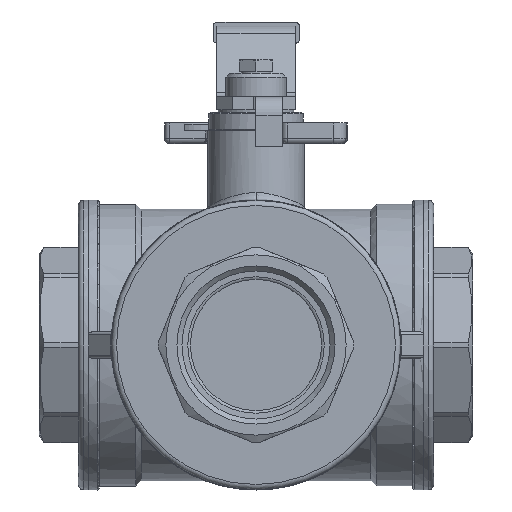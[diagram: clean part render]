
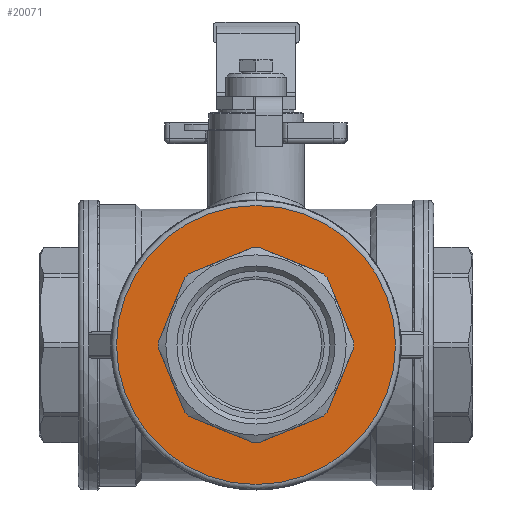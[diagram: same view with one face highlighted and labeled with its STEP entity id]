
A CAD part, front view. The second image highlights one B-rep face of the part: STEP entity #20071.
In plain terms, the highlighted planar face has unit normal (0, -1, 0).
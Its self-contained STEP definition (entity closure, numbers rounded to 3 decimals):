
#18072=CARTESIAN_POINT('',(-27.184,-68.,-25.832));
#18073=VERTEX_POINT('',#18072);
#18080=CARTESIAN_POINT('',(-25.832,-68.,-27.184));
#18081=VERTEX_POINT('',#18080);
#18082=CARTESIAN_POINT('',(0.,-68.,0.));
#18083=DIRECTION('',(0.,-1.,0.));
#18084=DIRECTION('',(0.,-0.,-1.));
#18085=AXIS2_PLACEMENT_3D('',#18082,#18083,#18084);
#18086=CIRCLE('',#18085,37.5);
#18087=EDGE_CURVE('',#18073,#18081,#18086,.T.);
#18504=CARTESIAN_POINT('',(25.832,-68.,-27.184));
#18505=VERTEX_POINT('',#18504);
#18512=CARTESIAN_POINT('',(27.184,-68.,-25.832));
#18513=VERTEX_POINT('',#18512);
#18514=CARTESIAN_POINT('',(0.,-68.,0.));
#18515=DIRECTION('',(0.,-1.,0.));
#18516=DIRECTION('',(0.,-0.,-1.));
#18517=AXIS2_PLACEMENT_3D('',#18514,#18515,#18516);
#18518=CIRCLE('',#18517,37.5);
#18519=EDGE_CURVE('',#18505,#18513,#18518,.T.);
#18624=CARTESIAN_POINT('',(-0.956,-68.,37.488));
#18625=VERTEX_POINT('',#18624);
#18632=CARTESIAN_POINT('',(-25.832,-68.,27.184));
#18633=VERTEX_POINT('',#18632);
#18634=CARTESIAN_POINT('',(-0.956,-68.,37.488));
#18635=DIRECTION('',(-0.924,-0.,-0.383));
#18636=VECTOR('',#18635,26.926);
#18637=LINE('',#18634,#18636);
#18638=EDGE_CURVE('',#18625,#18633,#18637,.T.);
#18762=CARTESIAN_POINT('',(-0.956,-68.,-37.488));
#18763=VERTEX_POINT('',#18762);
#18764=CARTESIAN_POINT('',(-25.832,-68.,-27.184));
#18765=DIRECTION('',(0.924,0.,-0.383));
#18766=VECTOR('',#18765,26.926);
#18767=LINE('',#18764,#18766);
#18768=EDGE_CURVE('',#18081,#18763,#18767,.T.);
#18872=CARTESIAN_POINT('',(0.956,-68.,-37.488));
#18873=VERTEX_POINT('',#18872);
#18879=CARTESIAN_POINT('',(0.956,-68.,-37.488));
#18880=DIRECTION('',(0.924,0.,0.383));
#18881=VECTOR('',#18880,26.926);
#18882=LINE('',#18879,#18881);
#18883=EDGE_CURVE('',#18873,#18505,#18882,.T.);
#18984=CARTESIAN_POINT('',(25.832,-68.,27.184));
#18985=VERTEX_POINT('',#18984);
#18991=CARTESIAN_POINT('',(0.956,-68.,37.488));
#18992=VERTEX_POINT('',#18991);
#18993=CARTESIAN_POINT('',(25.832,-68.,27.184));
#18994=DIRECTION('',(-0.924,-0.,0.383));
#18995=VECTOR('',#18994,26.926);
#18996=LINE('',#18993,#18995);
#18997=EDGE_CURVE('',#18985,#18992,#18996,.T.);
#19102=CARTESIAN_POINT('',(37.488,-68.,-0.956));
#19103=VERTEX_POINT('',#19102);
#19104=CARTESIAN_POINT('',(27.184,-68.,-25.832));
#19105=DIRECTION('',(0.383,0.,0.924));
#19106=VECTOR('',#19105,26.926);
#19107=LINE('',#19104,#19106);
#19108=EDGE_CURVE('',#18513,#19103,#19107,.T.);
#19135=CARTESIAN_POINT('',(37.488,-68.,0.956));
#19136=VERTEX_POINT('',#19135);
#19137=CARTESIAN_POINT('',(0.,-68.,0.));
#19138=DIRECTION('',(0.,-1.,0.));
#19139=DIRECTION('',(0.,-0.,-1.));
#19140=AXIS2_PLACEMENT_3D('',#19137,#19138,#19139);
#19141=CIRCLE('',#19140,37.5);
#19142=EDGE_CURVE('',#19103,#19136,#19141,.T.);
#19359=CARTESIAN_POINT('',(-37.488,-68.,0.956));
#19360=VERTEX_POINT('',#19359);
#19367=CARTESIAN_POINT('',(-37.488,-68.,-0.956));
#19368=VERTEX_POINT('',#19367);
#19369=CARTESIAN_POINT('',(0.,-68.,0.));
#19370=DIRECTION('',(0.,-1.,0.));
#19371=DIRECTION('',(0.,-0.,-1.));
#19372=AXIS2_PLACEMENT_3D('',#19369,#19370,#19371);
#19373=CIRCLE('',#19372,37.5);
#19374=EDGE_CURVE('',#19360,#19368,#19373,.T.);
#19439=CARTESIAN_POINT('',(-27.184,-68.,25.832));
#19440=VERTEX_POINT('',#19439);
#19441=CARTESIAN_POINT('',(0.,-68.,0.));
#19442=DIRECTION('',(0.,-1.,0.));
#19443=DIRECTION('',(0.,-0.,-1.));
#19444=AXIS2_PLACEMENT_3D('',#19441,#19442,#19443);
#19445=CIRCLE('',#19444,37.5);
#19446=EDGE_CURVE('',#18633,#19440,#19445,.T.);
#19619=CARTESIAN_POINT('',(-27.184,-68.,25.832));
#19620=DIRECTION('',(-0.383,-0.,-0.924));
#19621=VECTOR('',#19620,26.926);
#19622=LINE('',#19619,#19621);
#19623=EDGE_CURVE('',#19440,#19360,#19622,.T.);
#19644=CARTESIAN_POINT('',(27.184,-68.,25.832));
#19645=VERTEX_POINT('',#19644);
#19652=CARTESIAN_POINT('',(0.,-68.,0.));
#19653=DIRECTION('',(0.,-1.,0.));
#19654=DIRECTION('',(0.,-0.,-1.));
#19655=AXIS2_PLACEMENT_3D('',#19652,#19653,#19654);
#19656=CIRCLE('',#19655,37.5);
#19657=EDGE_CURVE('',#19645,#18985,#19656,.T.);
#19755=CARTESIAN_POINT('',(-37.488,-68.,-0.956));
#19756=DIRECTION('',(0.383,-0.,-0.924));
#19757=VECTOR('',#19756,26.926);
#19758=LINE('',#19755,#19757);
#19759=EDGE_CURVE('',#19368,#18073,#19758,.T.);
#19993=CARTESIAN_POINT('',(0.,-68.,-46.45));
#19994=DIRECTION('',(0.,-1.,0.));
#19995=DIRECTION('',(0.,0.,1.));
#19996=AXIS2_PLACEMENT_3D('',#19993,#19994,#19995);
#19997=PLANE('',#19996);
#19998=CARTESIAN_POINT('',(0.,-68.,-53.4));
#19999=VERTEX_POINT('',#19998);
#20000=CARTESIAN_POINT('',(0.,-68.,53.4));
#20001=VERTEX_POINT('',#20000);
#20002=CARTESIAN_POINT('',(0.,-68.,0.));
#20003=DIRECTION('',(-0.,1.,-0.));
#20004=DIRECTION('',(0.,0.,1.));
#20005=AXIS2_PLACEMENT_3D('',#20002,#20003,#20004);
#20006=CIRCLE('',#20005,53.4);
#20007=EDGE_CURVE('',#19999,#20001,#20006,.T.);
#20008=ORIENTED_EDGE('',*,*,#20007,.F.);
#20009=CARTESIAN_POINT('',(0.,-68.,0.));
#20010=DIRECTION('',(-0.,1.,-0.));
#20011=DIRECTION('',(0.,0.,1.));
#20012=AXIS2_PLACEMENT_3D('',#20009,#20010,#20011);
#20013=CIRCLE('',#20012,53.4);
#20014=EDGE_CURVE('',#20001,#19999,#20013,.T.);
#20015=ORIENTED_EDGE('',*,*,#20014,.F.);
#20016=EDGE_LOOP('',(#20008,#20015));
#20017=FACE_BOUND('',#20016,.T.);
#20018=ORIENTED_EDGE('',*,*,#19142,.F.);
#20019=ORIENTED_EDGE('',*,*,#19108,.F.);
#20020=ORIENTED_EDGE('',*,*,#18519,.F.);
#20021=ORIENTED_EDGE('',*,*,#18883,.F.);
#20022=CARTESIAN_POINT('',(0.,-68.,-37.5));
#20023=VERTEX_POINT('',#20022);
#20024=CARTESIAN_POINT('',(0.,-68.,0.));
#20025=DIRECTION('',(0.,-1.,0.));
#20026=DIRECTION('',(0.,-0.,-1.));
#20027=AXIS2_PLACEMENT_3D('',#20024,#20025,#20026);
#20028=CIRCLE('',#20027,37.5);
#20029=EDGE_CURVE('',#20023,#18873,#20028,.T.);
#20030=ORIENTED_EDGE('',*,*,#20029,.F.);
#20031=CARTESIAN_POINT('',(0.,-68.,0.));
#20032=DIRECTION('',(0.,-1.,0.));
#20033=DIRECTION('',(0.,-0.,-1.));
#20034=AXIS2_PLACEMENT_3D('',#20031,#20032,#20033);
#20035=CIRCLE('',#20034,37.5);
#20036=EDGE_CURVE('',#18763,#20023,#20035,.T.);
#20037=ORIENTED_EDGE('',*,*,#20036,.F.);
#20038=ORIENTED_EDGE('',*,*,#18768,.F.);
#20039=ORIENTED_EDGE('',*,*,#18087,.F.);
#20040=ORIENTED_EDGE('',*,*,#19759,.F.);
#20041=ORIENTED_EDGE('',*,*,#19374,.F.);
#20042=ORIENTED_EDGE('',*,*,#19623,.F.);
#20043=ORIENTED_EDGE('',*,*,#19446,.F.);
#20044=ORIENTED_EDGE('',*,*,#18638,.F.);
#20045=CARTESIAN_POINT('',(0.,-68.,37.5));
#20046=VERTEX_POINT('',#20045);
#20047=CARTESIAN_POINT('',(0.,-68.,0.));
#20048=DIRECTION('',(0.,-1.,0.));
#20049=DIRECTION('',(0.,0.,1.));
#20050=AXIS2_PLACEMENT_3D('',#20047,#20048,#20049);
#20051=CIRCLE('',#20050,37.5);
#20052=EDGE_CURVE('',#20046,#18625,#20051,.T.);
#20053=ORIENTED_EDGE('',*,*,#20052,.F.);
#20054=CARTESIAN_POINT('',(0.,-68.,0.));
#20055=DIRECTION('',(0.,-1.,0.));
#20056=DIRECTION('',(0.,0.,1.));
#20057=AXIS2_PLACEMENT_3D('',#20054,#20055,#20056);
#20058=CIRCLE('',#20057,37.5);
#20059=EDGE_CURVE('',#18992,#20046,#20058,.T.);
#20060=ORIENTED_EDGE('',*,*,#20059,.F.);
#20061=ORIENTED_EDGE('',*,*,#18997,.F.);
#20062=ORIENTED_EDGE('',*,*,#19657,.F.);
#20063=CARTESIAN_POINT('',(37.488,-68.,0.956));
#20064=DIRECTION('',(-0.383,-0.,0.924));
#20065=VECTOR('',#20064,26.926);
#20066=LINE('',#20063,#20065);
#20067=EDGE_CURVE('',#19136,#19645,#20066,.T.);
#20068=ORIENTED_EDGE('',*,*,#20067,.F.);
#20069=EDGE_LOOP('',(#20018,#20019,#20020,#20021,#20030,#20037,#20038,#20039,#20040,#20041,#20042,#20043,#20044,#20053,#20060,#20061,#20062,#20068));
#20070=FACE_BOUND('',#20069,.T.);
#20071=ADVANCED_FACE('',(#20017,#20070),#19997,.T.);
